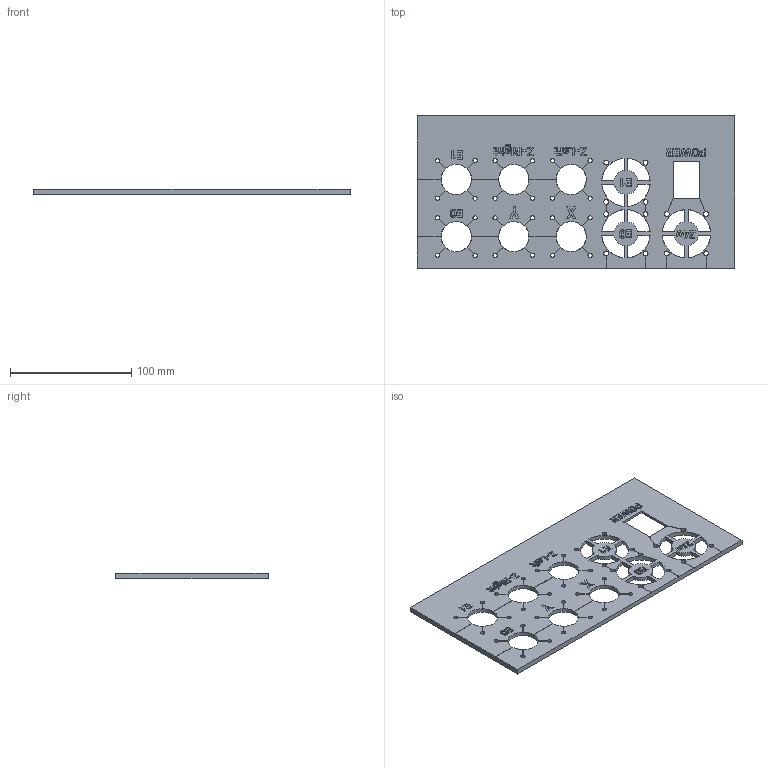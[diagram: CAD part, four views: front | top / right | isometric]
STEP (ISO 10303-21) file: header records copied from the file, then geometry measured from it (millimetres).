
FILE_DESCRIPTION(('FreeCAD Model'),'2;1');
FILE_NAME('panel_front-bottom.step','2018-11-05T10:32:13',('Author'),(''), 'Open CASCADE STEP processor 6.9','FreeCAD','Unknown');
FILE_SCHEMA(('AUTOMOTIVE_DESIGN { 1 0 10303 214 1 1 1 1 }'));
Length unit declared in the file: millimetre
Products named in the file (1): Pocket012007
Bounding box: 262 x 126 x 4.4 mm (x, y, z)
Volume: 95739.2 mm3; surface area: 63909 mm2
Topology: 1 solids, 1 shells, 717 faces, 2166 edges, 1444 vertices
Faces by surface type: plane 511, extrusion 140, cylinder 66
Full cylindrical faces by diameter (mm): 3.5 x24, 4 x12, 25 x6
Entity records: 52846 total; most frequent: CARTESIAN_POINT 10430, DIRECTION 7425, VECTOR 5370, LINE 5230, ORIENTED_EDGE 4332, PCURVE 4332, DEFINITIONAL_REPRESENTATION 4332, EDGE_CURVE 2166
